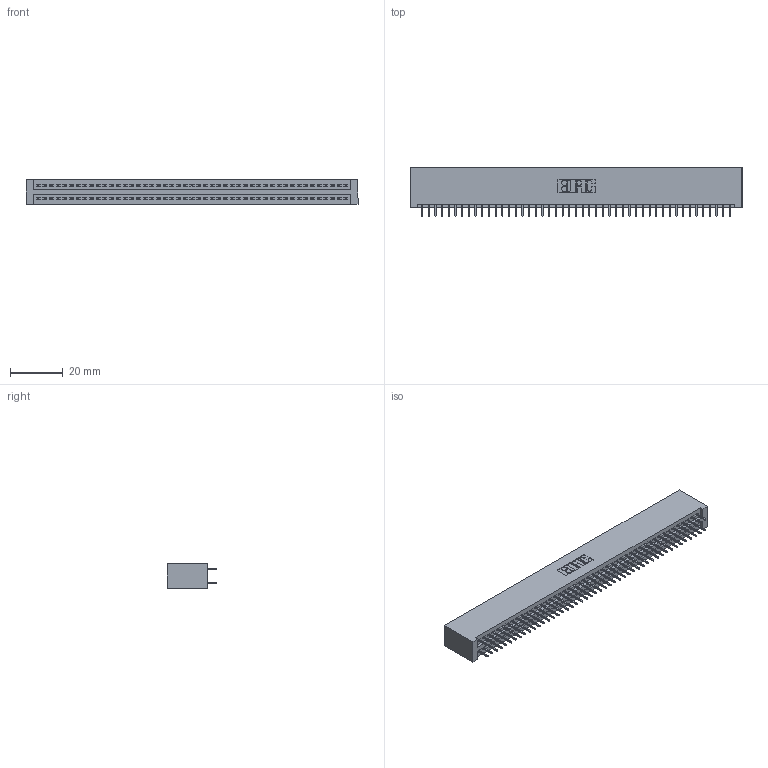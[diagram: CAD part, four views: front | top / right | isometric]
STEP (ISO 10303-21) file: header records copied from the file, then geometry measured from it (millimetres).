
FILE_DESCRIPTION (( 'STEP AP203' ), '1' );
FILE_NAME ('395-094-525-201.STEP', '2020-09-25T14:25:54', ( '' ), ( '' ), 'SwSTEP 2.0', 'SolidWorks 2020', '' );
FILE_SCHEMA (( 'CONFIG_CONTROL_DESIGN' ));
Length unit declared in the file: inch
Products named in the file (3): 345-292-001_345-293-125; 345 Part_No Mounting Lugs; 395-094-525-201
Assembly tree (95 placements, depth 2):
  395-094-525-201
    345 Part_No Mounting Lugs
    345-292-001_345-293-125  x94
Bounding box: 125.98 x 18.72 x 9.4 mm (x, y, z)
Volume: 12745.8 mm3; surface area: 18774.3 mm2
Topology: 95 solids, 95 shells, 5194 faces, 14699 edges, 9422 vertices
Faces by surface type: plane 3742, cylinder 1452
Entity records: 36001 total; most frequent: CARTESIAN_POINT 6028, ORIENTED_EDGE 5962, DIRECTION 5305, EDGE_CURVE 2981, LINE 2673, VECTOR 2673, VERTEX_POINT 1982, AXIS2_PLACEMENT_3D 1316
